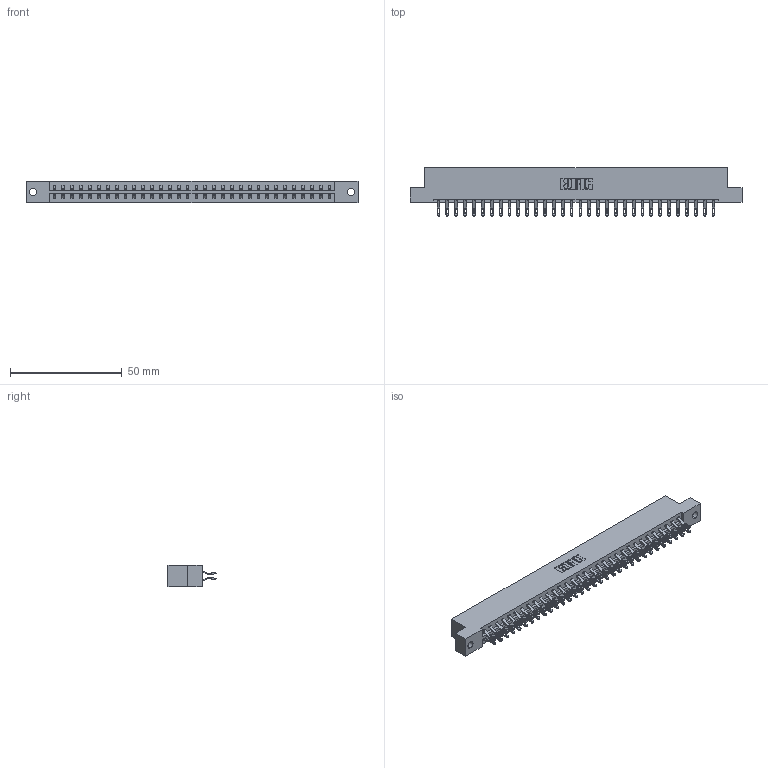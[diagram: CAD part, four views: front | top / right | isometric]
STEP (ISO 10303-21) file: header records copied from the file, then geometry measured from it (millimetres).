
FILE_DESCRIPTION (( 'STEP AP203' ), '1' );
FILE_NAME ('333-064-555-202.STEP', '2018-08-04T10:15:22', ( '' ), ( '' ), 'SwSTEP 2.0', 'SolidWorks 2016', '' );
FILE_SCHEMA (( 'CONFIG_CONTROL_DESIGN' ));
Length unit declared in the file: inch
Products named in the file (3): 333 Part_Flush - .128 Dia; 345-292-001_555 Tail; 333-064-555-202
Assembly tree (65 placements, depth 2):
  333-064-555-202
    333 Part_Flush - .128 Dia
    345-292-001_555 Tail  x64
Bounding box: 148.34 x 21.47 x 9.4 mm (x, y, z)
Volume: 15199.7 mm3; surface area: 18283.3 mm2
Topology: 65 solids, 65 shells, 3826 faces, 12023 edges, 8014 vertices
Faces by surface type: plane 2246, cylinder 1580
Entity records: 22209 total; most frequent: CARTESIAN_POINT 3728, ORIENTED_EDGE 3634, DIRECTION 3173, EDGE_CURVE 1817, LINE 1669, VECTOR 1669, VERTEX_POINT 1210, AXIS2_PLACEMENT_3D 752
